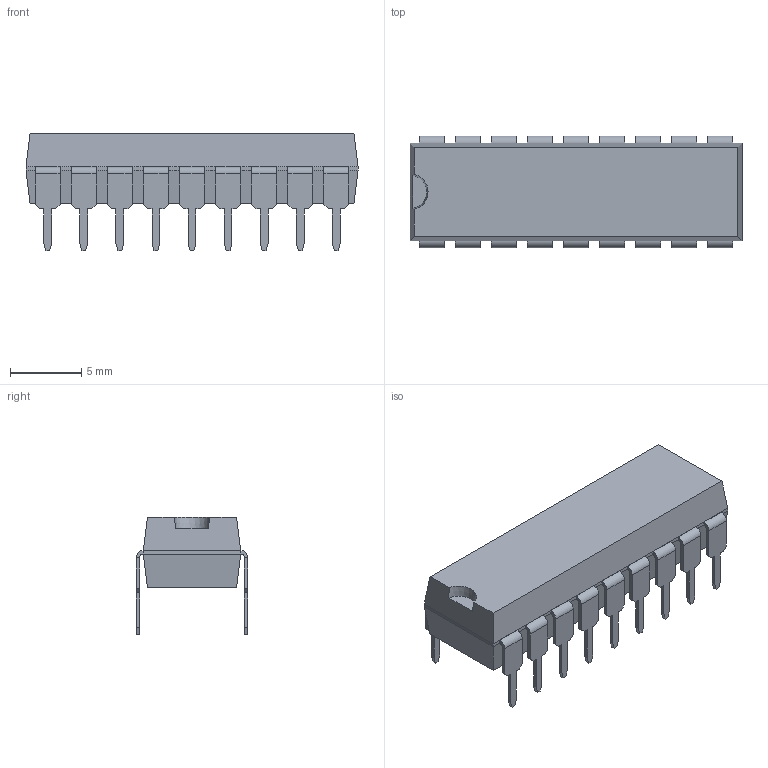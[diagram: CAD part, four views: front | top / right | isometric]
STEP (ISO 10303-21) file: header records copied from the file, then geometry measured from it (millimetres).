
FILE_DESCRIPTION(('STEP AP214'), '1');
FILE_NAME('MS-001AC', '', ('UNSPECIFIED'), ('UNSPECIFIED'), 'ASCON STEP Converter 1.3', 'ASCON Math Kernel', '');
FILE_SCHEMA(('AUTOMOTIVE_DESIGN { 1 0 10303 214 3 1 1}'));
Length unit declared in the file: millimetre
Bounding box: 23.37 x 7.87 x 8.28 mm (x, y, z)
Volume: 783.4 mm3; surface area: 914.4 mm2
Topology: 19 solids, 19 shells, 412 faces, 970 edges, 596 vertices
Faces by surface type: plane 375, cylinder 36, cone 1
Entity records: 15048 total; most frequent: CARTESIAN_POINT 1987, ORIENTED_EDGE 1940, DIRECTION 1868, EDGE_CURVE 970, LINE 894, VECTOR 894, VERTEX_POINT 596, AXIS2_PLACEMENT_3D 487
